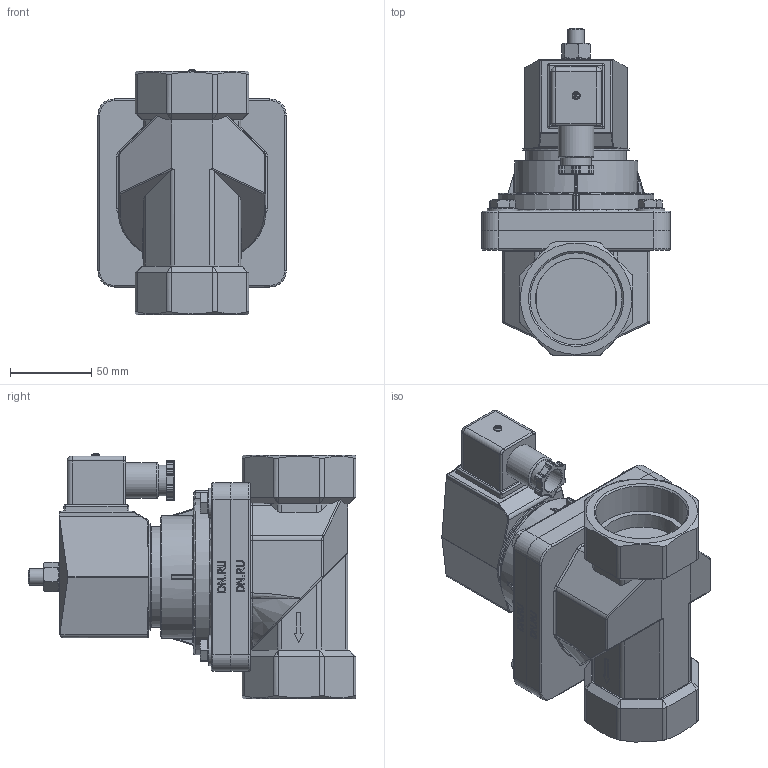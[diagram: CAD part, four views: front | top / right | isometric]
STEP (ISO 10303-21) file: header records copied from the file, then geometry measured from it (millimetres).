
FILE_DESCRIPTION(/* description */ (''),/* implementation_level */ '2;1');
FILE_NAME(/* name */ 'DN50_3D_STEP.stp',/* time_stamp */ '2025-04-13T21:11:51+03:00',/* author */ ('igorr'),/* organization */ (''),/* preprocessor_version */ 'ST-DEVELOPER v20',/* originating_system */ 'Autodesk Inventor 2025',/* authorisation */ '');
FILE_SCHEMA (('AUTOMOTIVE_DESIGN { 1 0 10303 214 3 1 1 }'));
Length unit declared in the file: millimetre
Products named in the file (6): Сборка1; Деталь1; AS 1427 - M2,5 x 4; ANSI B18.2.4.2M - M10x1,5; AS 1237 - 10; AS 1110 - M8 x 12
Assembly tree (12 placements, depth 2):
  Сборка1
    Деталь1
    AS 1427 - M2,5 x 4
    AS 1237 - 10  x5
    ANSI B18.2.4.2M - M10x1,5
    AS 1110 - M8 x 12  x4
Bounding box: 116.1 x 202 x 151.22 mm (x, y, z)
Volume: 1205458.3 mm3; surface area: 148463.1 mm2
Topology: 12 solids, 12 shells, 797 faces, 1921 edges, 1183 vertices
Faces by surface type: plane 357, cylinder 215, bspline 96, cone 71, torus 45, sphere 13
Full cylindrical faces by diameter (mm): 2.224 x1, 2.5 x1, 3 x1, 6 x4, 8 x4, 8.376 x1, 10 x5, 10.5 x5, 13 x4, 15 x1, 18 x5, 19 x1, 22 x1, 44.027 x1, 50 x2, 56.657 x2, 61.965 x1, 65.716 x1, 73.765 x1, 75.765 x1
Entity records: 23537 total; most frequent: CARTESIAN_POINT 6426, ORIENTED_EDGE 3458, DIRECTION 3279, EDGE_CURVE 1729, AXIS2_PLACEMENT_3D 1185, VERTEX_POINT 1077, LINE 909, VECTOR 909
